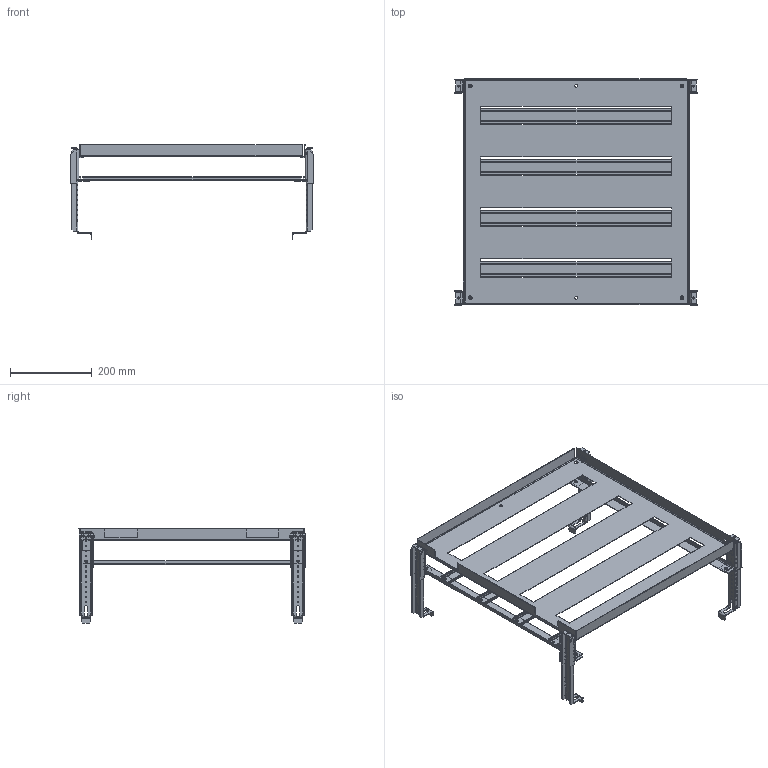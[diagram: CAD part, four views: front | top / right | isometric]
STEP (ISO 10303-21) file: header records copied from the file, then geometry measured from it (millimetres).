
FILE_DESCRIPTION(/* description */ (''),/* implementation_level */ '2;1');
FILE_NAME(/* name */ 'CH6060_2530..stp',/* time_stamp */ '2016-12-14T09:47:02+01:00',/* author */ (''),/* organization */ (''),/* preprocessor_version */ 'ST-DEVELOPER v15',/* originating_system */ 'SIEMENS PLM Software NX 9.0',/* authorisation */ '');
FILE_SCHEMA (('CONFIG_CONTROL_DESIGN'));
Length unit declared in the file: millimetre
Products named in the file (7): 67137_L-BASTIDOR_CHASIS; 92760_RAILTH 35x7.5 535 RCH8-18; SOPORTE_PLACA_DE_MONTAJE_250_stp; SOPORTE_CHASIS_SUP; TAPA_CHASIS_6060; BASTIDOR_CHASIS_6060; CH6060_2530._stp
Assembly tree (16 placements, depth 3):
  CH6060_2530._stp
    BASTIDOR_CHASIS_6060
      92760_RAILTH 35x7.5 535 RCH8-18  x4
      67137_L-BASTIDOR_CHASIS  x2
    TAPA_CHASIS_6060
    SOPORTE_CHASIS_SUP  x4
    SOPORTE_PLACA_DE_MONTAJE_250_stp  x4
Bounding box: 597.6 x 554.76 x 232.24 mm (x, y, z)
Volume: 619653.6 mm3; surface area: 989252.5 mm2
Topology: 15 solids, 15 shells, 1720 faces, 4742 edges, 2828 vertices
Faces by surface type: plane 734, cylinder 494, bspline 492
Full cylindrical faces by diameter (mm): 3.5 x4, 4 x8, 4.5 x16, 6 x4, 7 x2, 8 x4, 9 x4
Entity records: 34387 total; most frequent: CARTESIAN_POINT 21111, ORIENTED_EDGE 2770, DIRECTION 2184, EDGE_CURVE 1385, VERTEX_POINT 837, LINE 830, VECTOR 830, AXIS2_PLACEMENT_3D 677
